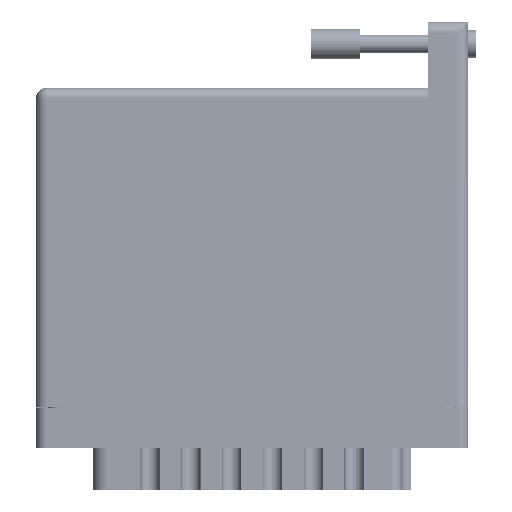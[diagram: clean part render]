
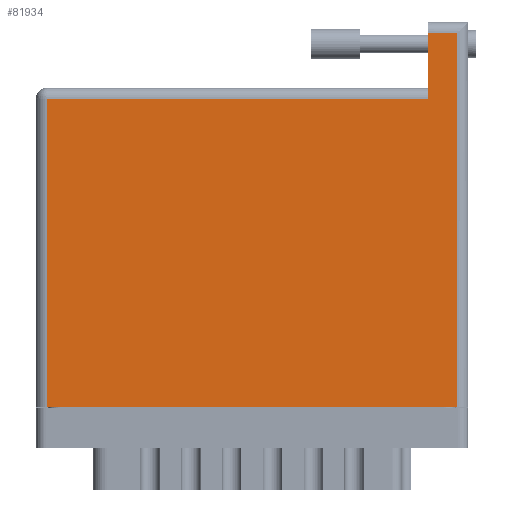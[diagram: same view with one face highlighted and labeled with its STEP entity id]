
A CAD part, front view. The second image highlights one B-rep face of the part: STEP entity #81934.
In plain terms, the highlighted face is planar.
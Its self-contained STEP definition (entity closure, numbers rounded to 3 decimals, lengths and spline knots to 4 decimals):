
#1720 = ORIENTED_EDGE ( 'NONE', *, *, #27463, .T. ) ;
#6211 = CARTESIAN_POINT ( 'NONE',  ( 2.499, 2.45, 0. ) ) ;
#7346 = EDGE_CURVE ( 'NONE', #8596, #48541, #63555, .T. ) ;
#8596 = VERTEX_POINT ( 'NONE', #11967 ) ;
#8885 = VERTEX_POINT ( 'NONE', #28520 ) ;
#10232 = EDGE_LOOP ( 'NONE', ( #1720, #38604, #87105, #74858, #85219, #69412 ) ) ;
#10964 = EDGE_CURVE ( 'NONE', #28479, #33971, #24751, .T. ) ;
#11967 = CARTESIAN_POINT ( 'NONE',  ( 2.685, 0., 0. ) ) ;
#19438 = AXIS2_PLACEMENT_3D ( 'NONE', #61400, #25952, #68627 ) ;
#21351 = LINE ( 'NONE', #6211, #85352 ) ;
#21997 = VERTEX_POINT ( 'NONE', #64061 ) ;
#22194 = CARTESIAN_POINT ( 'NONE',  ( 2.685, 2.38, 0. ) ) ;
#23015 = LINE ( 'NONE', #86991, #38691 ) ;
#23282 = DIRECTION ( 'NONE',  ( -1., 0., 0. ) ) ;
#24751 = LINE ( 'NONE', #63931, #41592 ) ;
#25952 = DIRECTION ( 'NONE',  ( 0., 0., -1. ) ) ;
#26892 = EDGE_CURVE ( 'NONE', #33971, #8885, #59588, .T. ) ;
#27463 = EDGE_CURVE ( 'NONE', #21997, #28479, #21351, .T. ) ;
#28479 = VERTEX_POINT ( 'NONE', #67548 ) ;
#28520 = CARTESIAN_POINT ( 'NONE',  ( 0.07, 0., 0. ) ) ;
#32855 = DIRECTION ( 'NONE',  ( 0., -1., 0. ) ) ;
#33971 = VERTEX_POINT ( 'NONE', #42804 ) ;
#38275 = VECTOR ( 'NONE', #32855, 39.3701 ) ;
#38604 = ORIENTED_EDGE ( 'NONE', *, *, #10964, .T. ) ;
#38691 = VECTOR ( 'NONE', #23282, 39.3701 ) ;
#38969 = LINE ( 'NONE', #76108, #84957 ) ;
#39857 = EDGE_CURVE ( 'NONE', #48541, #21997, #23015, .T. ) ;
#41592 = VECTOR ( 'NONE', #71169, 39.3701 ) ;
#41929 = FACE_OUTER_BOUND ( 'NONE', #10232, .T. ) ;
#42804 = CARTESIAN_POINT ( 'NONE',  ( 0.07, 1.96, 0. ) ) ;
#48541 = VERTEX_POINT ( 'NONE', #22194 ) ;
#55741 = VECTOR ( 'NONE', #91278, 39.3701 ) ;
#59588 = LINE ( 'NONE', #90548, #38275 ) ;
#61400 = CARTESIAN_POINT ( 'NONE',  ( 0., 2.03, 0. ) ) ;
#62705 = DIRECTION ( 'NONE',  ( 0., -1., 0. ) ) ;
#63555 = LINE ( 'NONE', #74727, #55741 ) ;
#63931 = CARTESIAN_POINT ( 'NONE',  ( 0., 1.96, 0. ) ) ;
#64061 = CARTESIAN_POINT ( 'NONE',  ( 2.499, 2.38, 0. ) ) ;
#67548 = CARTESIAN_POINT ( 'NONE',  ( 2.499, 1.96, 0. ) ) ;
#68627 = DIRECTION ( 'NONE',  ( -1., 0., 0. ) ) ;
#69412 = ORIENTED_EDGE ( 'NONE', *, *, #39857, .T. ) ;
#71169 = DIRECTION ( 'NONE',  ( -1., 0., 0. ) ) ;
#74727 = CARTESIAN_POINT ( 'NONE',  ( 2.685, 2.45, 0. ) ) ;
#74858 = ORIENTED_EDGE ( 'NONE', *, *, #75152, .T. ) ;
#75152 = EDGE_CURVE ( 'NONE', #8885, #8596, #38969, .T. ) ;
#75838 = PLANE ( 'NONE',  #19438 ) ;
#76108 = CARTESIAN_POINT ( 'NONE',  ( 0., 0., 0. ) ) ;
#81934 = ADVANCED_FACE ( 'NONE', ( #41929 ), #75838, .F. ) ;
#84957 = VECTOR ( 'NONE', #91133, 39.3701 ) ;
#85219 = ORIENTED_EDGE ( 'NONE', *, *, #7346, .T. ) ;
#85352 = VECTOR ( 'NONE', #62705, 39.3701 ) ;
#86991 = CARTESIAN_POINT ( 'NONE',  ( 0., 2.38, 0. ) ) ;
#87105 = ORIENTED_EDGE ( 'NONE', *, *, #26892, .T. ) ;
#90548 = CARTESIAN_POINT ( 'NONE',  ( 0.07, 0., 0. ) ) ;
#91133 = DIRECTION ( 'NONE',  ( 1., 0., 0. ) ) ;
#91278 = DIRECTION ( 'NONE',  ( 0., 1., 0. ) ) ;
